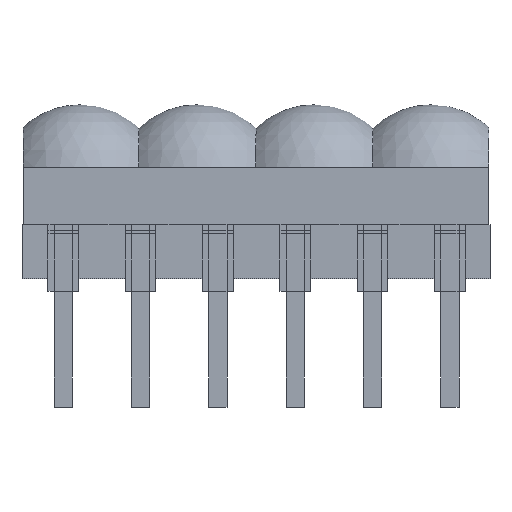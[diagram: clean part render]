
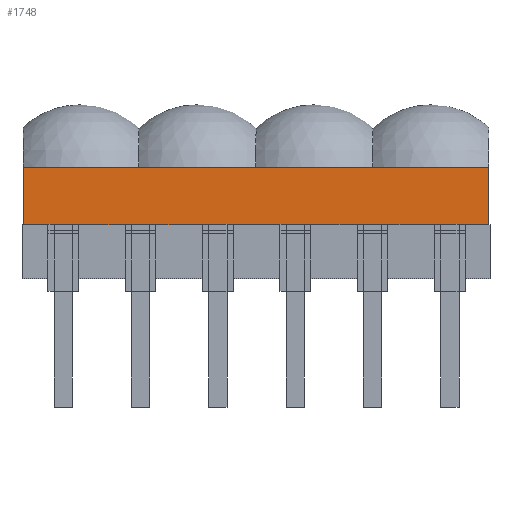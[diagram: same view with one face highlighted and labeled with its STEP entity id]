
A CAD part, left-side view. The second image highlights one B-rep face of the part: STEP entity #1748.
In plain terms, the highlighted planar face has unit normal (-1, 0, 0).
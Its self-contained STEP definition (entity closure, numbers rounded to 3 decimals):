
#327 = VERTEX_POINT('',#328);
#328 = CARTESIAN_POINT('',(0.66,-14.,1.78));
#334 = EDGE_CURVE('',#335,#327,#337,.T.);
#335 = VERTEX_POINT('',#336);
#336 = CARTESIAN_POINT('',(0.66,-13.218,1.78));
#337 = LINE('',#338,#339);
#338 = CARTESIAN_POINT('',(0.66,-14.018,1.78));
#339 = VECTOR('',#340,1.);
#340 = DIRECTION('',(0.,-1.,0.));
#608 = VERTEX_POINT('',#609);
#609 = CARTESIAN_POINT('',(0.66,0.482,1.78));
#615 = EDGE_CURVE('',#616,#608,#618,.T.);
#616 = VERTEX_POINT('',#617);
#617 = CARTESIAN_POINT('',(0.66,1.3,1.78));
#618 = LINE('',#619,#620);
#619 = CARTESIAN_POINT('',(0.66,-14.018,1.78));
#620 = VECTOR('',#621,1.);
#621 = DIRECTION('',(0.,-1.,0.));
#1697 = VERTEX_POINT('',#1698);
#1698 = CARTESIAN_POINT('',(0.66,-13.218,1.79));
#1706 = EDGE_CURVE('',#1697,#335,#1707,.T.);
#1707 = LINE('',#1708,#1709);
#1708 = CARTESIAN_POINT('',(0.66,-13.218,1.58));
#1709 = VECTOR('',#1710,1.);
#1710 = DIRECTION('',(0.,0.,-1.));
#1748 = ADVANCED_FACE('',(#1749),#1950,.T.);
#1749 = FACE_BOUND('',#1750,.T.);
#1750 = EDGE_LOOP('',(#1751,#1752,#1760,#1768,#1774,#1775,#1783,#1791,
    #1799,#1807,#1815,#1823,#1831,#1839,#1847,#1855,#1863,#1871,#1879,
    #1887,#1895,#1903,#1911,#1919,#1927,#1935,#1943,#1949));
#1751 = ORIENTED_EDGE('',*,*,#334,.T.);
#1752 = ORIENTED_EDGE('',*,*,#1753,.T.);
#1753 = EDGE_CURVE('',#327,#1754,#1756,.T.);
#1754 = VERTEX_POINT('',#1755);
#1755 = CARTESIAN_POINT('',(0.66,-14.,3.67));
#1756 = LINE('',#1757,#1758);
#1757 = CARTESIAN_POINT('',(0.66,-14.,1.67));
#1758 = VECTOR('',#1759,1.);
#1759 = DIRECTION('',(0.,0.,1.));
#1760 = ORIENTED_EDGE('',*,*,#1761,.T.);
#1761 = EDGE_CURVE('',#1754,#1762,#1764,.T.);
#1762 = VERTEX_POINT('',#1763);
#1763 = CARTESIAN_POINT('',(0.66,1.3,3.67));
#1764 = LINE('',#1765,#1766);
#1765 = CARTESIAN_POINT('',(0.66,-14.,3.67));
#1766 = VECTOR('',#1767,1.);
#1767 = DIRECTION('',(0.,1.,0.));
#1768 = ORIENTED_EDGE('',*,*,#1769,.F.);
#1769 = EDGE_CURVE('',#616,#1762,#1770,.T.);
#1770 = LINE('',#1771,#1772);
#1771 = CARTESIAN_POINT('',(0.66,1.3,1.67));
#1772 = VECTOR('',#1773,1.);
#1773 = DIRECTION('',(0.,0.,1.));
#1774 = ORIENTED_EDGE('',*,*,#615,.T.);
#1775 = ORIENTED_EDGE('',*,*,#1776,.F.);
#1776 = EDGE_CURVE('',#1777,#608,#1779,.T.);
#1777 = VERTEX_POINT('',#1778);
#1778 = CARTESIAN_POINT('',(0.66,0.482,1.79));
#1779 = LINE('',#1780,#1781);
#1780 = CARTESIAN_POINT('',(0.66,0.482,1.58));
#1781 = VECTOR('',#1782,1.);
#1782 = DIRECTION('',(0.,0.,-1.));
#1783 = ORIENTED_EDGE('',*,*,#1784,.F.);
#1784 = EDGE_CURVE('',#1785,#1777,#1787,.T.);
#1785 = VERTEX_POINT('',#1786);
#1786 = CARTESIAN_POINT('',(0.66,-0.518,1.79));
#1787 = LINE('',#1788,#1789);
#1788 = CARTESIAN_POINT('',(0.66,-7.259,1.79));
#1789 = VECTOR('',#1790,1.);
#1790 = DIRECTION('',(0.,1.,0.));
#1791 = ORIENTED_EDGE('',*,*,#1792,.T.);
#1792 = EDGE_CURVE('',#1785,#1793,#1795,.T.);
#1793 = VERTEX_POINT('',#1794);
#1794 = CARTESIAN_POINT('',(0.66,-0.518,1.78));
#1795 = LINE('',#1796,#1797);
#1796 = CARTESIAN_POINT('',(0.66,-0.518,1.58));
#1797 = VECTOR('',#1798,1.);
#1798 = DIRECTION('',(0.,0.,-1.));
#1799 = ORIENTED_EDGE('',*,*,#1800,.T.);
#1800 = EDGE_CURVE('',#1793,#1801,#1803,.T.);
#1801 = VERTEX_POINT('',#1802);
#1802 = CARTESIAN_POINT('',(0.66,-2.058,1.78));
#1803 = LINE('',#1804,#1805);
#1804 = CARTESIAN_POINT('',(0.66,-14.018,1.78));
#1805 = VECTOR('',#1806,1.);
#1806 = DIRECTION('',(0.,-1.,0.));
#1807 = ORIENTED_EDGE('',*,*,#1808,.F.);
#1808 = EDGE_CURVE('',#1809,#1801,#1811,.T.);
#1809 = VERTEX_POINT('',#1810);
#1810 = CARTESIAN_POINT('',(0.66,-2.058,1.79));
#1811 = LINE('',#1812,#1813);
#1812 = CARTESIAN_POINT('',(0.66,-2.058,1.58));
#1813 = VECTOR('',#1814,1.);
#1814 = DIRECTION('',(0.,0.,-1.));
#1815 = ORIENTED_EDGE('',*,*,#1816,.F.);
#1816 = EDGE_CURVE('',#1817,#1809,#1819,.T.);
#1817 = VERTEX_POINT('',#1818);
#1818 = CARTESIAN_POINT('',(0.66,-3.058,1.79));
#1819 = LINE('',#1820,#1821);
#1820 = CARTESIAN_POINT('',(0.66,-8.529,1.79));
#1821 = VECTOR('',#1822,1.);
#1822 = DIRECTION('',(0.,1.,0.));
#1823 = ORIENTED_EDGE('',*,*,#1824,.T.);
#1824 = EDGE_CURVE('',#1817,#1825,#1827,.T.);
#1825 = VERTEX_POINT('',#1826);
#1826 = CARTESIAN_POINT('',(0.66,-3.058,1.78));
#1827 = LINE('',#1828,#1829);
#1828 = CARTESIAN_POINT('',(0.66,-3.058,1.58));
#1829 = VECTOR('',#1830,1.);
#1830 = DIRECTION('',(0.,0.,-1.));
#1831 = ORIENTED_EDGE('',*,*,#1832,.T.);
#1832 = EDGE_CURVE('',#1825,#1833,#1835,.T.);
#1833 = VERTEX_POINT('',#1834);
#1834 = CARTESIAN_POINT('',(0.66,-4.598,1.78));
#1835 = LINE('',#1836,#1837);
#1836 = CARTESIAN_POINT('',(0.66,-14.018,1.78));
#1837 = VECTOR('',#1838,1.);
#1838 = DIRECTION('',(0.,-1.,0.));
#1839 = ORIENTED_EDGE('',*,*,#1840,.F.);
#1840 = EDGE_CURVE('',#1841,#1833,#1843,.T.);
#1841 = VERTEX_POINT('',#1842);
#1842 = CARTESIAN_POINT('',(0.66,-4.598,1.79));
#1843 = LINE('',#1844,#1845);
#1844 = CARTESIAN_POINT('',(0.66,-4.598,1.58));
#1845 = VECTOR('',#1846,1.);
#1846 = DIRECTION('',(0.,0.,-1.));
#1847 = ORIENTED_EDGE('',*,*,#1848,.F.);
#1848 = EDGE_CURVE('',#1849,#1841,#1851,.T.);
#1849 = VERTEX_POINT('',#1850);
#1850 = CARTESIAN_POINT('',(0.66,-5.598,1.79));
#1851 = LINE('',#1852,#1853);
#1852 = CARTESIAN_POINT('',(0.66,-9.799,1.79));
#1853 = VECTOR('',#1854,1.);
#1854 = DIRECTION('',(0.,1.,0.));
#1855 = ORIENTED_EDGE('',*,*,#1856,.T.);
#1856 = EDGE_CURVE('',#1849,#1857,#1859,.T.);
#1857 = VERTEX_POINT('',#1858);
#1858 = CARTESIAN_POINT('',(0.66,-5.598,1.78));
#1859 = LINE('',#1860,#1861);
#1860 = CARTESIAN_POINT('',(0.66,-5.598,1.58));
#1861 = VECTOR('',#1862,1.);
#1862 = DIRECTION('',(0.,0.,-1.));
#1863 = ORIENTED_EDGE('',*,*,#1864,.T.);
#1864 = EDGE_CURVE('',#1857,#1865,#1867,.T.);
#1865 = VERTEX_POINT('',#1866);
#1866 = CARTESIAN_POINT('',(0.66,-7.138,1.78));
#1867 = LINE('',#1868,#1869);
#1868 = CARTESIAN_POINT('',(0.66,-14.018,1.78));
#1869 = VECTOR('',#1870,1.);
#1870 = DIRECTION('',(0.,-1.,0.));
#1871 = ORIENTED_EDGE('',*,*,#1872,.F.);
#1872 = EDGE_CURVE('',#1873,#1865,#1875,.T.);
#1873 = VERTEX_POINT('',#1874);
#1874 = CARTESIAN_POINT('',(0.66,-7.138,1.79));
#1875 = LINE('',#1876,#1877);
#1876 = CARTESIAN_POINT('',(0.66,-7.138,1.58));
#1877 = VECTOR('',#1878,1.);
#1878 = DIRECTION('',(0.,0.,-1.));
#1879 = ORIENTED_EDGE('',*,*,#1880,.F.);
#1880 = EDGE_CURVE('',#1881,#1873,#1883,.T.);
#1881 = VERTEX_POINT('',#1882);
#1882 = CARTESIAN_POINT('',(0.66,-8.138,1.79));
#1883 = LINE('',#1884,#1885);
#1884 = CARTESIAN_POINT('',(0.66,-11.069,1.79));
#1885 = VECTOR('',#1886,1.);
#1886 = DIRECTION('',(0.,1.,0.));
#1887 = ORIENTED_EDGE('',*,*,#1888,.T.);
#1888 = EDGE_CURVE('',#1881,#1889,#1891,.T.);
#1889 = VERTEX_POINT('',#1890);
#1890 = CARTESIAN_POINT('',(0.66,-8.138,1.78));
#1891 = LINE('',#1892,#1893);
#1892 = CARTESIAN_POINT('',(0.66,-8.138,1.58));
#1893 = VECTOR('',#1894,1.);
#1894 = DIRECTION('',(0.,0.,-1.));
#1895 = ORIENTED_EDGE('',*,*,#1896,.T.);
#1896 = EDGE_CURVE('',#1889,#1897,#1899,.T.);
#1897 = VERTEX_POINT('',#1898);
#1898 = CARTESIAN_POINT('',(0.66,-9.678,1.78));
#1899 = LINE('',#1900,#1901);
#1900 = CARTESIAN_POINT('',(0.66,-14.018,1.78));
#1901 = VECTOR('',#1902,1.);
#1902 = DIRECTION('',(0.,-1.,0.));
#1903 = ORIENTED_EDGE('',*,*,#1904,.F.);
#1904 = EDGE_CURVE('',#1905,#1897,#1907,.T.);
#1905 = VERTEX_POINT('',#1906);
#1906 = CARTESIAN_POINT('',(0.66,-9.678,1.79));
#1907 = LINE('',#1908,#1909);
#1908 = CARTESIAN_POINT('',(0.66,-9.678,1.58));
#1909 = VECTOR('',#1910,1.);
#1910 = DIRECTION('',(0.,0.,-1.));
#1911 = ORIENTED_EDGE('',*,*,#1912,.F.);
#1912 = EDGE_CURVE('',#1913,#1905,#1915,.T.);
#1913 = VERTEX_POINT('',#1914);
#1914 = CARTESIAN_POINT('',(0.66,-10.678,1.79));
#1915 = LINE('',#1916,#1917);
#1916 = CARTESIAN_POINT('',(0.66,-12.339,1.79));
#1917 = VECTOR('',#1918,1.);
#1918 = DIRECTION('',(0.,1.,0.));
#1919 = ORIENTED_EDGE('',*,*,#1920,.T.);
#1920 = EDGE_CURVE('',#1913,#1921,#1923,.T.);
#1921 = VERTEX_POINT('',#1922);
#1922 = CARTESIAN_POINT('',(0.66,-10.678,1.78));
#1923 = LINE('',#1924,#1925);
#1924 = CARTESIAN_POINT('',(0.66,-10.678,1.58));
#1925 = VECTOR('',#1926,1.);
#1926 = DIRECTION('',(0.,0.,-1.));
#1927 = ORIENTED_EDGE('',*,*,#1928,.T.);
#1928 = EDGE_CURVE('',#1921,#1929,#1931,.T.);
#1929 = VERTEX_POINT('',#1930);
#1930 = CARTESIAN_POINT('',(0.66,-12.218,1.78));
#1931 = LINE('',#1932,#1933);
#1932 = CARTESIAN_POINT('',(0.66,-14.018,1.78));
#1933 = VECTOR('',#1934,1.);
#1934 = DIRECTION('',(0.,-1.,0.));
#1935 = ORIENTED_EDGE('',*,*,#1936,.F.);
#1936 = EDGE_CURVE('',#1937,#1929,#1939,.T.);
#1937 = VERTEX_POINT('',#1938);
#1938 = CARTESIAN_POINT('',(0.66,-12.218,1.79));
#1939 = LINE('',#1940,#1941);
#1940 = CARTESIAN_POINT('',(0.66,-12.218,1.58));
#1941 = VECTOR('',#1942,1.);
#1942 = DIRECTION('',(0.,0.,-1.));
#1943 = ORIENTED_EDGE('',*,*,#1944,.F.);
#1944 = EDGE_CURVE('',#1697,#1937,#1945,.T.);
#1945 = LINE('',#1946,#1947);
#1946 = CARTESIAN_POINT('',(0.66,-13.609,1.79));
#1947 = VECTOR('',#1948,1.);
#1948 = DIRECTION('',(0.,1.,0.));
#1949 = ORIENTED_EDGE('',*,*,#1706,.T.);
#1950 = PLANE('',#1951);
#1951 = AXIS2_PLACEMENT_3D('',#1952,#1953,#1954);
#1952 = CARTESIAN_POINT('',(0.66,-14.,1.67));
#1953 = DIRECTION('',(-1.,0.,0.));
#1954 = DIRECTION('',(0.,0.,1.));
